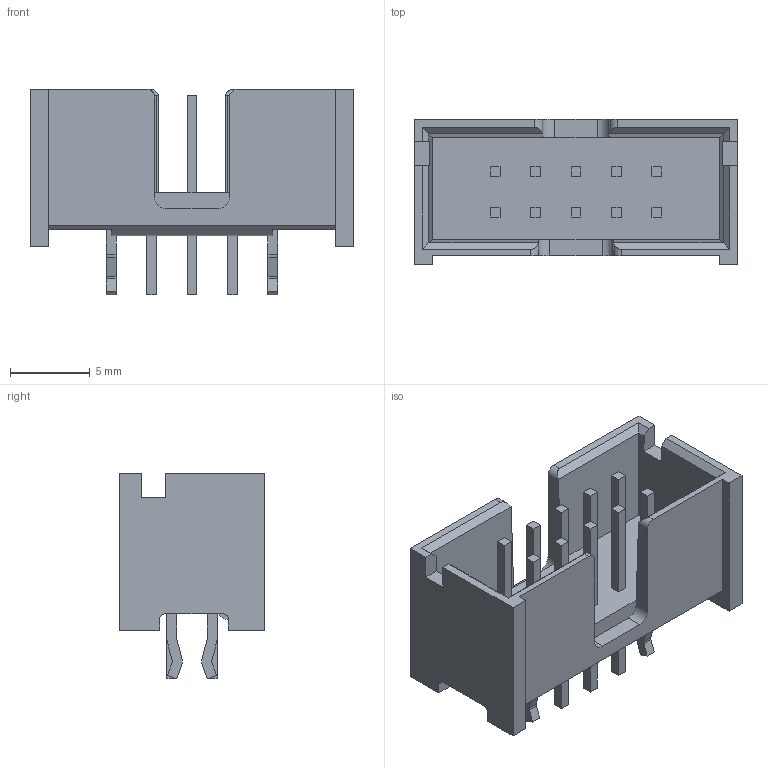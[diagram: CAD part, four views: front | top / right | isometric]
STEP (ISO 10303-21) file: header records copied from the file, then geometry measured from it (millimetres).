
FILE_DESCRIPTION((''),'2;1');
FILE_NAME('C-5104338-1','2019-01-30T01:04:01',('workeradm'),('TE Connectivity Ltd.'),'CREO PARAMETRIC BY PTC INC, 2018190','CREO PARAMETRIC BY PTC INC, 2018190','');
FILE_SCHEMA(('AUTOMOTIVE_DESIGN { 1 0 10303 214 1 1 1 1 }'));
Length unit declared in the file: millimetre
Products named in the file (1): C-5104338-1
Bounding box: 20.32 x 9.14 x 12.9 mm (x, y, z)
Volume: 741.2 mm3; surface area: 1376.1 mm2
Topology: 1 solids, 1 shells, 203 faces, 535 edges, 354 vertices
Faces by surface type: plane 174, cylinder 29
Entity records: 6229 total; most frequent: CARTESIAN_POINT 1116, ORIENTED_EDGE 1070, DIRECTION 987, EDGE_CURVE 535, VECTOR 473, LINE 473, VERTEX_POINT 354, AXIS2_PLACEMENT_3D 257
